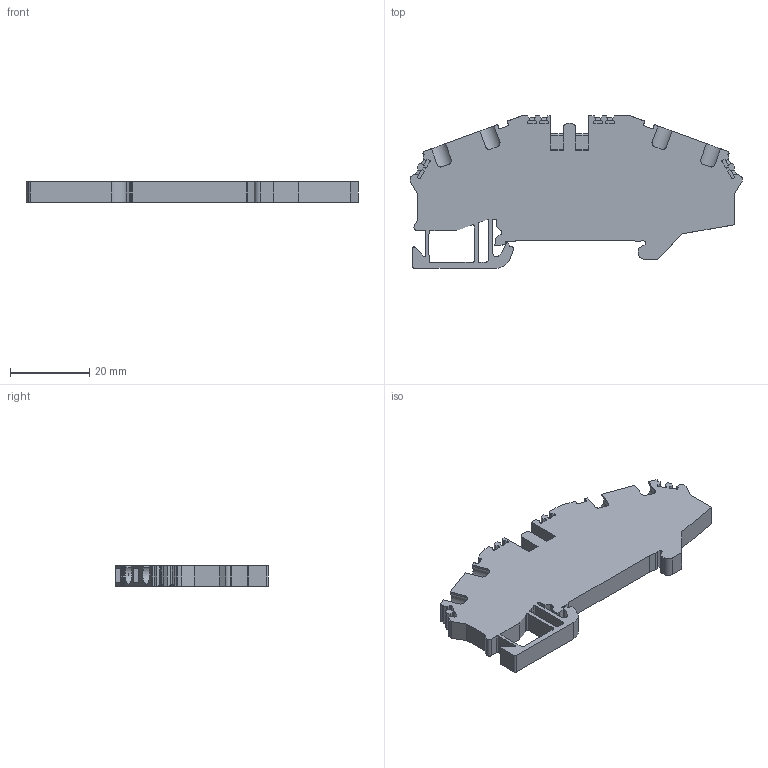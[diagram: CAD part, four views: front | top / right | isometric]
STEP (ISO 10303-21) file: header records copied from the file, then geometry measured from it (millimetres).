
FILE_DESCRIPTION(/* description */ (''),/* implementation_level */ '2;1');
FILE_NAME(/* name */ '3502_ZRK25_4A_iso.stp',/* time_stamp */ '2011-08-02T11:31:20+02:00',/* author */ (''),/* organization */ (''),/* preprocessor_version */ 'ST-DEVELOPER v11',/* originating_system */ 'SIEMENS UGS NX 6.0',/* authorisation */ '');
FILE_SCHEMA (('CONFIG_CONTROL_DESIGN'));
Length unit declared in the file: millimetre
Products named in the file (1): 3502_ZRK25_4A_iso
Bounding box: 83.6 x 38.5 x 5.1 mm (x, y, z)
Volume: 10380.6 mm3; surface area: 6992.1 mm2
Topology: 1 solids, 1 shells, 445 faces, 1309 edges, 864 vertices
Faces by surface type: plane 288, cylinder 101, extrusion 40, bspline 16
Full cylindrical faces by diameter (mm): 2.4 x2
Entity records: 15714 total; most frequent: CARTESIAN_POINT 3583, ORIENTED_EDGE 2604, DIRECTION 2435, EDGE_CURVE 1302, VECTOR 989, LINE 949, VERTEX_POINT 864, AXIS2_PLACEMENT_3D 723
